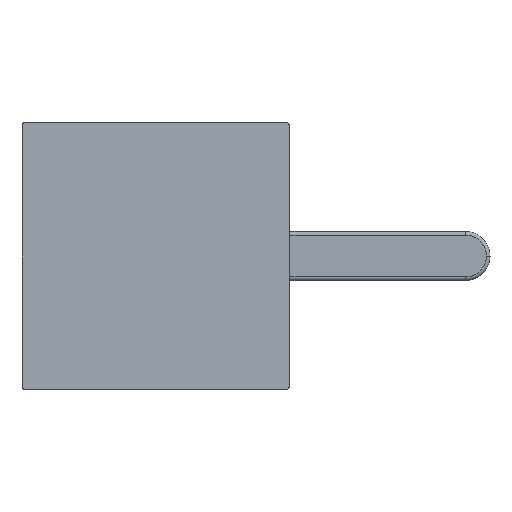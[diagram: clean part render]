
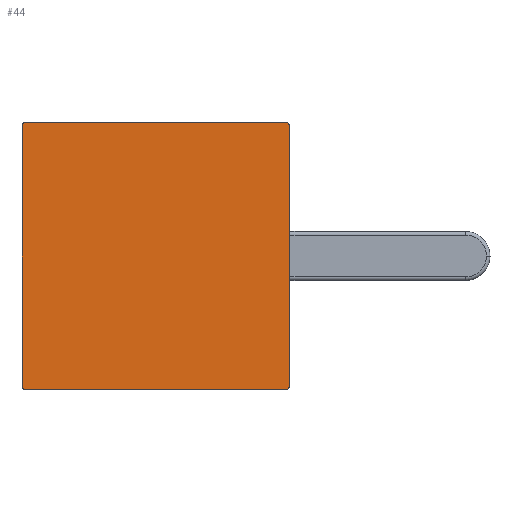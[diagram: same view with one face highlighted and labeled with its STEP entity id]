
A CAD part, front view. The second image highlights one B-rep face of the part: STEP entity #44.
In plain terms, the highlighted planar face has unit normal (0, -1, 0).
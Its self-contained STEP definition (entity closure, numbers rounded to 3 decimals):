
#20 = VECTOR ( 'NONE', #1331, 1000. ) ;
#44 = ADVANCED_FACE ( 'NONE', ( #507 ), #664, .T. ) ;
#66 = EDGE_CURVE ( 'NONE', #632, #527, #384, .T. ) ;
#203 = AXIS2_PLACEMENT_3D ( 'NONE', #1048, #575, #568 ) ;
#240 = VECTOR ( 'NONE', #1501, 1000. ) ;
#250 = CARTESIAN_POINT ( 'NONE',  ( -30., 0., 30. ) ) ;
#251 = EDGE_CURVE ( 'NONE', #827, #1516, #1077, .T. ) ;
#295 = DIRECTION ( 'NONE',  ( -1., 0., 0. ) ) ;
#300 = CARTESIAN_POINT ( 'NONE',  ( -29.2, 0., -30. ) ) ;
#339 = CARTESIAN_POINT ( 'NONE',  ( -30., 0., -30. ) ) ;
#343 = LINE ( 'NONE', #398, #240 ) ;
#345 = VECTOR ( 'NONE', #295, 1000. ) ;
#384 = LINE ( 'NONE', #339, #345 ) ;
#398 = CARTESIAN_POINT ( 'NONE',  ( 30., 0., 30. ) ) ;
#403 = AXIS2_PLACEMENT_3D ( 'NONE', #914, #909, #906 ) ;
#419 = CIRCLE ( 'NONE', #1327, 0.8 ) ;
#426 = VERTEX_POINT ( 'NONE', #1380 ) ;
#438 = CARTESIAN_POINT ( 'NONE',  ( 29.2, 0., 30. ) ) ;
#441 = ORIENTED_EDGE ( 'NONE', *, *, #1139, .T. ) ;
#452 = EDGE_CURVE ( 'NONE', #1132, #1168, #937, .T. ) ;
#484 = CARTESIAN_POINT ( 'NONE',  ( -29.2, 0., 30. ) ) ;
#488 = ORIENTED_EDGE ( 'NONE', *, *, #967, .F. ) ;
#507 = FACE_OUTER_BOUND ( 'NONE', #1349, .T. ) ;
#527 = VERTEX_POINT ( 'NONE', #300 ) ;
#568 = DIRECTION ( 'NONE',  ( 0., 0., -1. ) ) ;
#569 = VERTEX_POINT ( 'NONE', #1027 ) ;
#575 = DIRECTION ( 'NONE',  ( 0., -1., 0. ) ) ;
#595 = EDGE_CURVE ( 'NONE', #569, #527, #1155, .T. ) ;
#632 = VERTEX_POINT ( 'NONE', #1381 ) ;
#664 = PLANE ( 'NONE',  #203 ) ;
#669 = LINE ( 'NONE', #250, #20 ) ;
#674 = ORIENTED_EDGE ( 'NONE', *, *, #66, .F. ) ;
#787 = EDGE_CURVE ( 'NONE', #569, #1168, #1434, .T. ) ;
#827 = VERTEX_POINT ( 'NONE', #1443 ) ;
#868 = DIRECTION ( 'NONE',  ( 0., 0., -1. ) ) ;
#870 = DIRECTION ( 'NONE',  ( 0., -1., 0. ) ) ;
#906 = DIRECTION ( 'NONE',  ( 0., 0., -1. ) ) ;
#909 = DIRECTION ( 'NONE',  ( 0., -1., 0. ) ) ;
#914 = CARTESIAN_POINT ( 'NONE',  ( -29.2, 0., 29.2 ) ) ;
#937 = CIRCLE ( 'NONE', #403, 0.8 ) ;
#947 = ORIENTED_EDGE ( 'NONE', *, *, #251, .T. ) ;
#967 = EDGE_CURVE ( 'NONE', #827, #426, #343, .T. ) ;
#970 = CARTESIAN_POINT ( 'NONE',  ( 29.2, 0., 29.2 ) ) ;
#999 = ORIENTED_EDGE ( 'NONE', *, *, #787, .F. ) ;
#1027 = CARTESIAN_POINT ( 'NONE',  ( -30., 0., -29.2 ) ) ;
#1048 = CARTESIAN_POINT ( 'NONE',  ( 0., 0., 0. ) ) ;
#1077 = CIRCLE ( 'NONE', #1094, 0.8 ) ;
#1094 = AXIS2_PLACEMENT_3D ( 'NONE', #970, #870, #868 ) ;
#1132 = VERTEX_POINT ( 'NONE', #484 ) ;
#1139 = EDGE_CURVE ( 'NONE', #632, #426, #419, .T. ) ;
#1155 = CIRCLE ( 'NONE', #1319, 0.8 ) ;
#1168 = VERTEX_POINT ( 'NONE', #1209 ) ;
#1209 = CARTESIAN_POINT ( 'NONE',  ( -30., 0., 29.2 ) ) ;
#1226 = ORIENTED_EDGE ( 'NONE', *, *, #595, .T. ) ;
#1233 = ORIENTED_EDGE ( 'NONE', *, *, #1279, .F. ) ;
#1259 = ORIENTED_EDGE ( 'NONE', *, *, #452, .T. ) ;
#1279 = EDGE_CURVE ( 'NONE', #1132, #1516, #669, .T. ) ;
#1284 = DIRECTION ( 'NONE',  ( 0., 0., -1. ) ) ;
#1314 = CARTESIAN_POINT ( 'NONE',  ( -30., 0., 30. ) ) ;
#1319 = AXIS2_PLACEMENT_3D ( 'NONE', #1394, #1374, #1284 ) ;
#1327 = AXIS2_PLACEMENT_3D ( 'NONE', #1444, #1438, #1430 ) ;
#1331 = DIRECTION ( 'NONE',  ( 1., 0., 0. ) ) ;
#1349 = EDGE_LOOP ( 'NONE', ( #674, #441, #488, #947, #1233, #1259, #999, #1226 ) ) ;
#1374 = DIRECTION ( 'NONE',  ( 0., -1., 0. ) ) ;
#1380 = CARTESIAN_POINT ( 'NONE',  ( 30., 0., -29.2 ) ) ;
#1381 = CARTESIAN_POINT ( 'NONE',  ( 29.2, 0., -30. ) ) ;
#1394 = CARTESIAN_POINT ( 'NONE',  ( -29.2, 0., -29.2 ) ) ;
#1430 = DIRECTION ( 'NONE',  ( 0., 0., -1. ) ) ;
#1434 = LINE ( 'NONE', #1314, #1474 ) ;
#1438 = DIRECTION ( 'NONE',  ( 0., -1., 0. ) ) ;
#1443 = CARTESIAN_POINT ( 'NONE',  ( 30., 0., 29.2 ) ) ;
#1444 = CARTESIAN_POINT ( 'NONE',  ( 29.2, 0., -29.2 ) ) ;
#1474 = VECTOR ( 'NONE', #1542, 1000. ) ;
#1501 = DIRECTION ( 'NONE',  ( 0., 0., -1. ) ) ;
#1516 = VERTEX_POINT ( 'NONE', #438 ) ;
#1542 = DIRECTION ( 'NONE',  ( 0., 0., 1. ) ) ;
